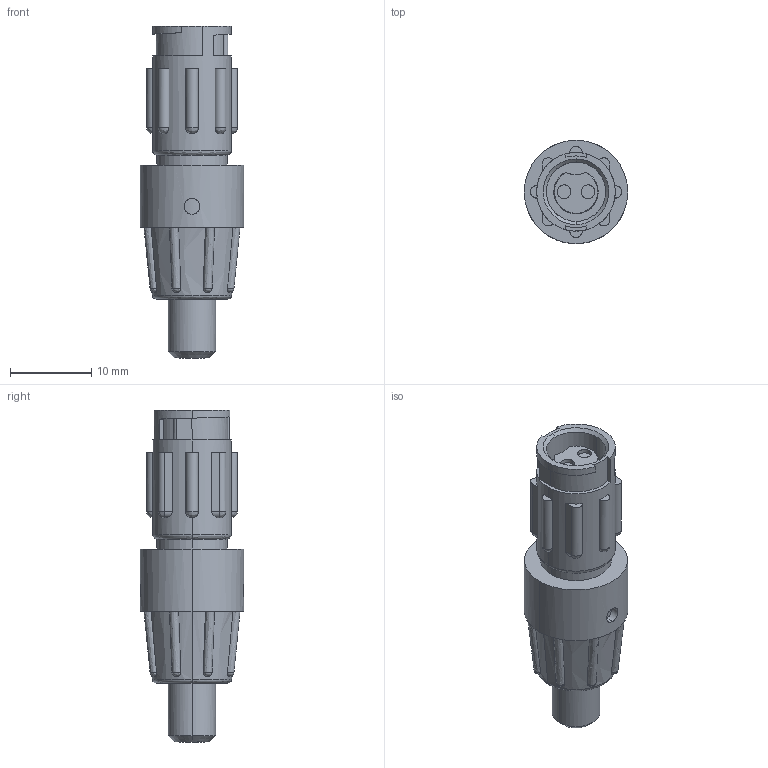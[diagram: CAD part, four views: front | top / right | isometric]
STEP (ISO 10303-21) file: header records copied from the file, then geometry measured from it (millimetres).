
FILE_DESCRIPTION (( 'STEP AP203' ), '1' );
FILE_NAME ('18282-2SG-311.STEP', '2014-03-14T18:38:47', ( 'J0FPBF1' ), ( '' ), 'SwSTEP 2.0', 'SolidWorks 2012', '' );
FILE_SCHEMA (( 'CONFIG_CONTROL_DESIGN' ));
Length unit declared in the file: inch
Products named in the file (1): 18282-2SG-311
Bounding box: 12.7 x 12.7 x 40.77 mm (x, y, z)
Volume: 2919.4 mm3; surface area: 2036.4 mm2
Topology: 1 solids, 1 shells, 158 faces, 439 edges, 294 vertices
Faces by surface type: plane 59, cylinder 55, bspline 35, cone 9
Entity records: 11911 total; most frequent: CARTESIAN_POINT 8346, ORIENTED_EDGE 870, DIRECTION 513, EDGE_CURVE 435, VERTEX_POINT 294, B_SPLINE_CURVE_WITH_KNOTS 235, AXIS2_PLACEMENT_3D 201, EDGE_LOOP 173
